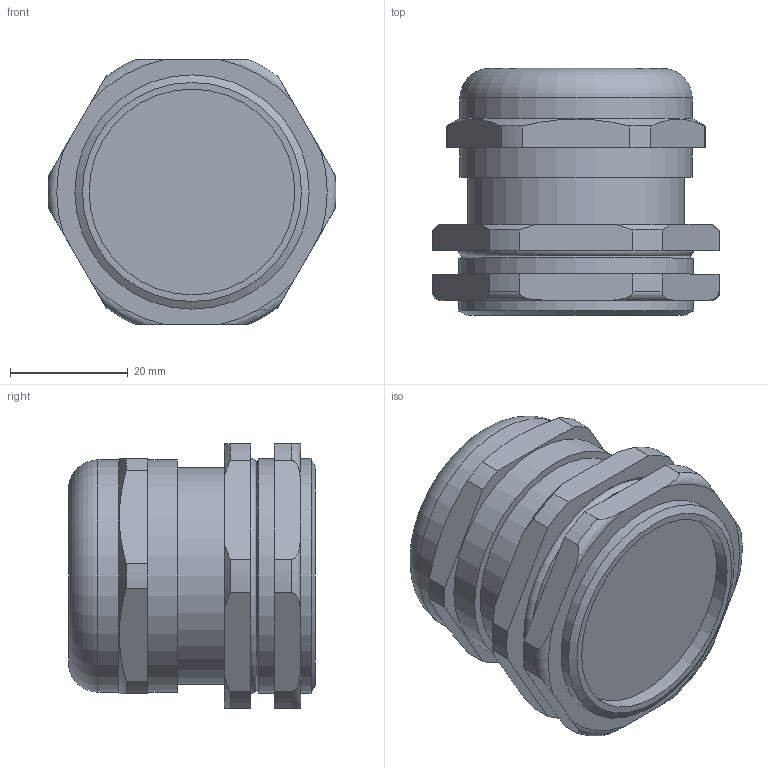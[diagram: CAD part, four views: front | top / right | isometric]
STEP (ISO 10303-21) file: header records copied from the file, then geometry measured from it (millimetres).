
FILE_DESCRIPTION(/* description */ ('','CAx-IF Rec.Pracs.---Representation and Presentation of Product Manufacturing Information (PMI)---4.0---2014-10-13'),/* implementation_level */ '2;1');
FILE_NAME(/* name */ 'ЗЭТАРУС ВКЭ1-М40-25-L11.stp',/* time_stamp */ '2022-06-01T14:37:39+07:00',/* author */ ('Каплей М. Ю.'),/* organization */ ('АО "ЗЭТА"'),/* preprocessor_version */ 'ST-DEVELOPER v18.1',/* originating_system */ 'Autodesk Inventor 2021',/* authorisation */ '');
FILE_SCHEMA (('AP242_MANAGED_MODEL_BASED_3D_ENGINEERING_MIM_LF { 1 0 10303 442 1 1 4 }'));
Length unit declared in the file: millimetre
Products named in the file (1): ЗЭТАРУС ВКЭ1
-М40-25-L11
Bounding box: 48.96 x 42 x 45 mm (x, y, z)
Volume: 51675 mm3; surface area: 12311.7 mm2
Topology: 1 solids, 3 shells, 73 faces, 182 edges, 121 vertices
Faces by surface type: plane 30, cylinder 25, cone 10, torus 8
Full cylindrical faces by diameter (mm): 25.5 x1, 35 x1, 36.85 x1, 39.5 x2, 39.85 x2
Entity records: 2523 total; most frequent: CARTESIAN_POINT 570, DIRECTION 401, ORIENTED_EDGE 362, EDGE_CURVE 182, AXIS2_PLACEMENT_3D 162, VERTEX_POINT 121, EDGE_LOOP 81, LINE 77
